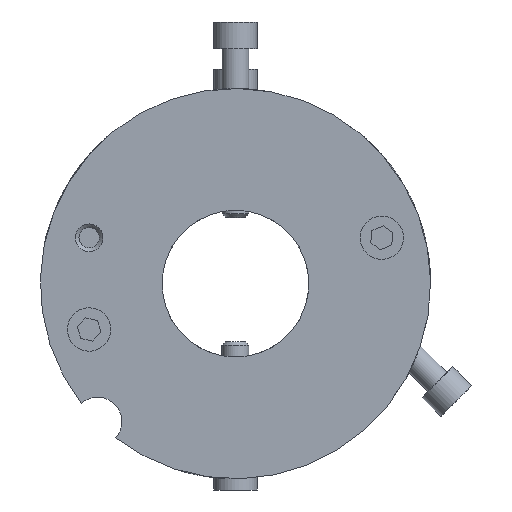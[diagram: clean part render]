
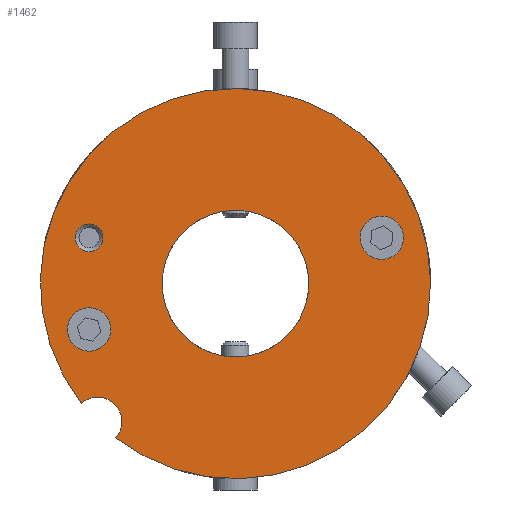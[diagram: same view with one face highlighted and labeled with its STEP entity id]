
A CAD part, left-side view. The second image highlights one B-rep face of the part: STEP entity #1462.
In plain terms, the highlighted planar face has unit normal (-1, 0, 0).
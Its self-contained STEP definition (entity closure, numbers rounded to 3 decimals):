
#309=CARTESIAN_POINT('',(0.,20.061,-15.58));
#310=VERTEX_POINT('',#309);
#317=CARTESIAN_POINT('',(0.,15.58,-20.061));
#318=VERTEX_POINT('',#317);
#319=CARTESIAN_POINT('',(0.,0.,0.0));
#320=DIRECTION('',(1.0,0.0,0.0));
#321=DIRECTION('',(0.0,1.0,0.0));
#322=AXIS2_PLACEMENT_3D('',#319,#320,#321);
#323=CIRCLE('',#322,25.4);
#324=EDGE_CURVE('',#310,#318,#323,.T.);
#1021=CARTESIAN_POINT('',(0.,-9.55,0.0));
#1022=VERTEX_POINT('',#1021);
#1023=CARTESIAN_POINT('',(0.0,0.0,0.0));
#1024=DIRECTION('',(1.0,0.0,0.0));
#1025=DIRECTION('',(0.0,-1.0,0.0));
#1026=AXIS2_PLACEMENT_3D('',#1023,#1024,#1025);
#1027=CIRCLE('',#1026,9.55);
#1028=EDGE_CURVE('',#1022,#1022,#1027,.T.);
#1236=CARTESIAN_POINT('',(0.0,20.85,5.969));
#1237=VERTEX_POINT('',#1236);
#1238=CARTESIAN_POINT('',(0.0,19.05,5.969));
#1239=DIRECTION('',(1.0,0.0,0.0));
#1240=DIRECTION('',(0.0,1.0,0.0));
#1241=AXIS2_PLACEMENT_3D('',#1238,#1239,#1240);
#1242=CIRCLE('',#1241,1.8);
#1243=EDGE_CURVE('',#1237,#1237,#1242,.T.);
#1296=CARTESIAN_POINT('',(0.0,-17.25,5.969));
#1297=VERTEX_POINT('',#1296);
#1298=CARTESIAN_POINT('',(0.0,-19.05,5.969));
#1299=DIRECTION('',(1.0,0.0,0.0));
#1300=DIRECTION('',(0.0,1.0,0.0));
#1301=AXIS2_PLACEMENT_3D('',#1298,#1299,#1300);
#1302=CIRCLE('',#1301,1.8);
#1303=EDGE_CURVE('',#1297,#1297,#1302,.T.);
#1373=CARTESIAN_POINT('',(0.0,20.85,-5.969));
#1374=VERTEX_POINT('',#1373);
#1375=CARTESIAN_POINT('',(0.0,19.05,-5.969));
#1376=DIRECTION('',(1.0,0.0,0.0));
#1377=DIRECTION('',(0.0,1.0,0.0));
#1378=AXIS2_PLACEMENT_3D('',#1375,#1376,#1377);
#1379=CIRCLE('',#1378,1.8);
#1380=EDGE_CURVE('',#1374,#1374,#1379,.T.);
#1431=CARTESIAN_POINT('',(0.0,17.961,-17.961));
#1432=DIRECTION('',(1.0,0.0,0.0));
#1433=DIRECTION('',(0.0,0.0,1.0));
#1434=AXIS2_PLACEMENT_3D('',#1431,#1432,#1433);
#1435=CIRCLE('',#1434,3.175);
#1436=EDGE_CURVE('',#310,#318,#1435,.T.);
#1441=CARTESIAN_POINT('',(0.0,12.7,0.0));
#1442=DIRECTION('',(-1.0,0.0,0.0));
#1443=DIRECTION('',(0.0,0.0,1.0));
#1444=AXIS2_PLACEMENT_3D('',#1441,#1442,#1443);
#1445=PLANE('',#1444);
#1446=ORIENTED_EDGE('',*,*,#1436,.T.);
#1447=ORIENTED_EDGE('',*,*,#324,.F.);
#1448=EDGE_LOOP('',(#1446,#1447));
#1449=FACE_OUTER_BOUND('',#1448,.T.);
#1450=ORIENTED_EDGE('',*,*,#1243,.T.);
#1451=EDGE_LOOP('',(#1450));
#1452=FACE_BOUND('',#1451,.T.);
#1453=ORIENTED_EDGE('',*,*,#1303,.T.);
#1454=EDGE_LOOP('',(#1453));
#1455=FACE_BOUND('',#1454,.T.);
#1456=ORIENTED_EDGE('',*,*,#1380,.T.);
#1457=EDGE_LOOP('',(#1456));
#1458=FACE_BOUND('',#1457,.T.);
#1459=ORIENTED_EDGE('',*,*,#1028,.T.);
#1460=EDGE_LOOP('',(#1459));
#1461=FACE_BOUND('',#1460,.T.);
#1462=ADVANCED_FACE('',(#1449,#1452,#1455,#1458,#1461),#1445,.T.);
